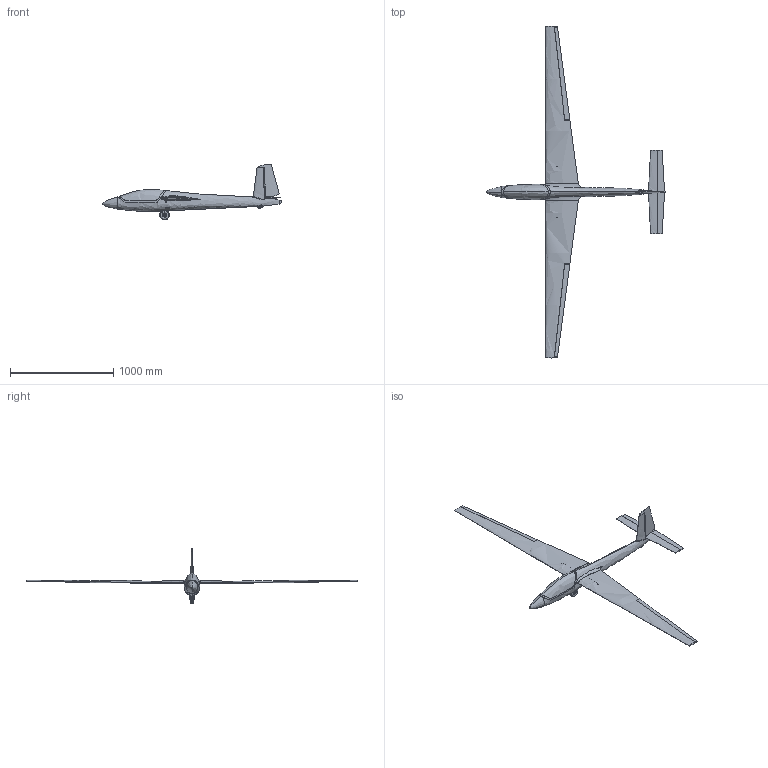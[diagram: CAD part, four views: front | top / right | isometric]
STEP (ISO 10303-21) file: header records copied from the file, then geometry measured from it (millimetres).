
FILE_DESCRIPTION(('FreeCAD Model'),'2;1');
FILE_NAME('Open CASCADE Shape Model','2025-04-26T15:51:22',('FreeCAD'),( 'FreeCAD'),'Open CASCADE STEP processor 7.6','FreeCAD','Unknown');
FILE_SCHEMA(('AUTOMOTIVE_DESIGN { 1 0 10303 214 1 1 1 1 }'));
Products named in the file (1): Open CASCADE STEP translator 7.6 1
Bounding box: 1735.01 x 3214 x 541.06 mm (x, y, z)
Volume: 31788799.4 mm3; surface area: 2800446.3 mm2
Topology: 76 solids, 85 shells, 1387 faces, 3370 edges, 2187 vertices
Faces by surface type: plane 749, cylinder 364, cone 152, bspline 66, torus 44, revolution 10, sphere 2
Full cylindrical faces by diameter (mm): 1 x6, 1.2 x4, 2 x8, 2.459 x10, 2.5 x1, 3 x21, 3.1 x1, 3.2 x10, 3.242 x22, 3.4 x2, 4 x24, 4.5 x10, 4.6 x4, 5 x4, 5.2 x6, 5.5 x8, 6 x18, 6.1 x6, 6.3 x1, 7 x4, 8 x17, 9 x4, 10 x2, 12 x1, 20 x4, 24 x2, 35 x2
Entity records: 80592 total; most frequent: CARTESIAN_POINT 49272, ORIENTED_EDGE 6640, DIRECTION 5997, EDGE_CURVE 3324, AXIS2_PLACEMENT_3D 2316, VERTEX_POINT 2187, FACE_BOUND 1629, EDGE_LOOP 1629
